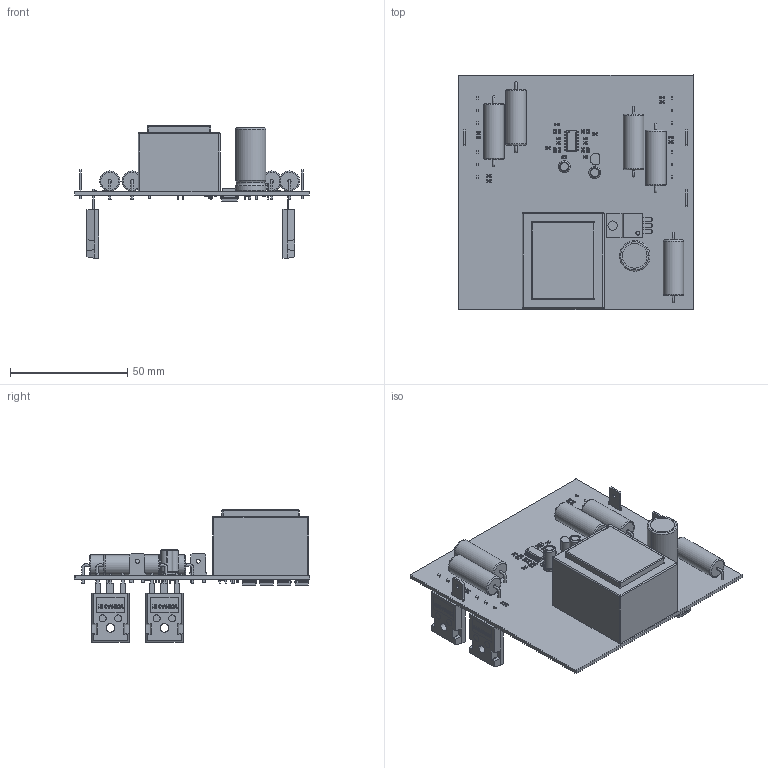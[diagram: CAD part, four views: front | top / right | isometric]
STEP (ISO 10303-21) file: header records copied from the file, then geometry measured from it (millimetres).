
FILE_DESCRIPTION(('Open CASCADE Model'),'2;1');
FILE_NAME('Open CASCADE Shape Model','2020-04-26T15:55:00',('Author'),( 'Open CASCADE'),'Open CASCADE STEP processor 6.8','Open CASCADE 6.8' ,'Unknown');
FILE_SCHEMA(('AUTOMOTIVE_DESIGN { 1 0 10303 214 1 1 1 1 }'));
Length unit declared in the file: millimetre
Products named in the file (67): PCB; Board; Open CASCADE STEP translator 6.8 1.1.1; R16; RES_OHMITE_45; X3; 62650-1; R29; chip_0805_r; R23; R17; R8; R12; X2; X1; VT4; TO247_3_21; VT3; VT1; R28; R27; R26; R25; R24; R22; R21; R20; R19; R18; R15; R14; R13; R11; R10; R9; R7; R6; R5; R4; R1 ...
Assembly tree (106 placements, depth 3):
  PCB
    Board
      Open CASCADE STEP translator 6.8 1.1.1
    R16
      RES_OHMITE_45
    X3
      62650-1
    R29
      chip_0805_r
    R23
      chip_0805_r
    R17
      chip_0805_r
    R8
      chip_0805_r
    R12
      RES_OHMITE_45
    X2
      62650-1
    X1
      62650-1
    VT4
      TO247_3_21
    VT3
      TO247_3_21
    VT1
      TO247_3_21
    R28
      RES_OHMITE_45
    R27
      chip_0805_r
    R26
      chip_0805_r
    R25
      chip_0805_r
    R24
      chip_0805_r
    R22
      RES_OHMITE_45
    R21
      chip_0805_r
    R20
      chip_0805_r
    R19
      chip_0805_r
    R18
      chip_0805_r
    R15
      chip_0805_r
    R14
      chip_0805_r
    R13
      chip_0805_r
    R11
      chip_0805_r
    R10
      chip_0805_r
    R9
      chip_0805_r
    R7
Bounding box: 100 x 100.5 x 56.55 mm (x, y, z)
Volume: 73064.4 mm3; surface area: 43806.4 mm2
Topology: 265 solids, 265 shells, 4812 faces, 11552 edges, 7143 vertices
Faces by surface type: plane 2039, bspline 1741, cylinder 900, sphere 68, torus 48, cone 16
Full cylindrical faces by diameter (mm): 8.7 x5
Entity records: 46999 total; most frequent: CARTESIAN_POINT 18796, ORIENTED_EDGE 5164, DIRECTION 4594, EDGE_CURVE 2582, LINE 1728, VECTOR 1728, VERTEX_POINT 1669, AXIS2_PLACEMENT_3D 1433
